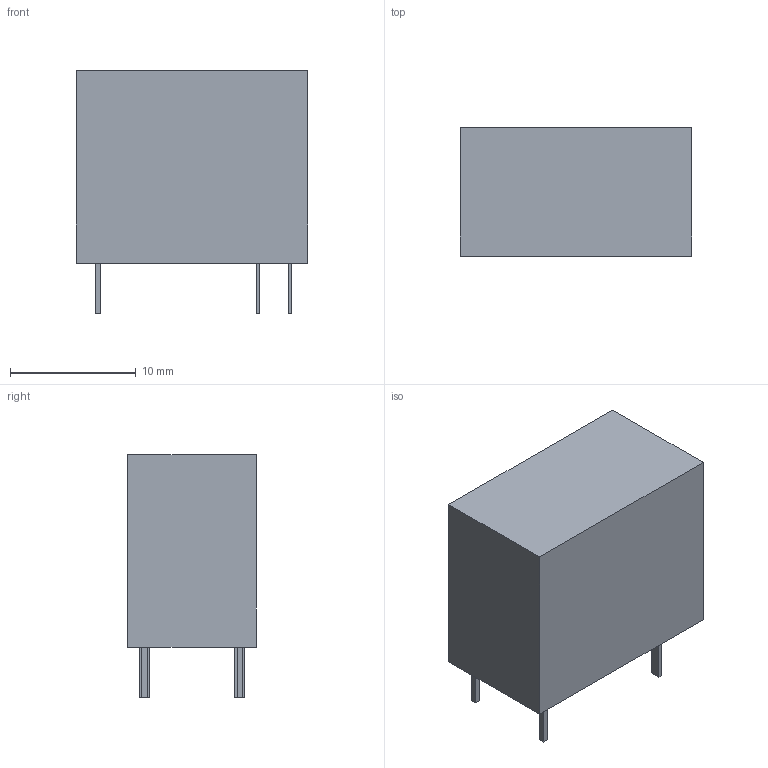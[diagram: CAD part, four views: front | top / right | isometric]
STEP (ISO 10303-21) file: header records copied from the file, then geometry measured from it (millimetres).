
FILE_DESCRIPTION (( 'STEP AP214' ), '1' );
FILE_NAME ('HF32FV-G.STEP', '2025-10-20T02:17:16', ( '' ), ( '' ), 'SwSTEP 2.0', 'SolidWorks 2020', '' );
FILE_SCHEMA (( 'AUTOMOTIVE_DESIGN' ));
Length unit declared in the file: millimetre
Products named in the file (2): RELAY-TH_HF32FV-G~RELAY-TH_HF32FV-G~dYmC^K1~RELAY-TH_HF32FV-G~RELAY-TH_HF32FV-G~dYmC_3D_PCB1_2025-10-20(2)_3D_PCB1_2025-10-20; HF32FV-G
Assembly tree (1 placements, depth 2):
  HF32FV-G
    RELAY-TH_HF32FV-G~RELAY-TH_HF32FV-G~dYmC^K1~RELAY-TH_HF32FV-G~RELAY-TH_HF32FV-G~dYmC_3D_PCB1_2025-10-20(2)_3D_PCB1_2025-10-20
Bounding box: 18.4 x 10.21 x 19.3 mm (x, y, z)
Volume: 2873.8 mm3; surface area: 1287.7 mm2
Topology: 1 solids, 1 shells, 309 faces, 831 edges, 554 vertices
Faces by surface type: plane 197, bspline 112
Entity records: 10931 total; most frequent: CARTESIAN_POINT 3802, ORIENTED_EDGE 1662, DIRECTION 1005, EDGE_CURVE 831, VECTOR 603, LINE 603, VERTEX_POINT 554, EDGE_LOOP 339
